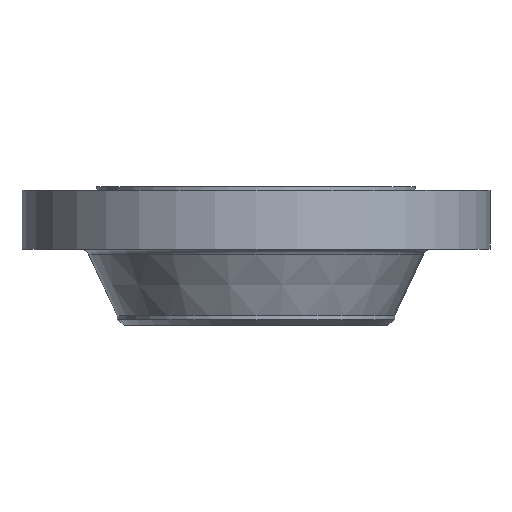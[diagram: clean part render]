
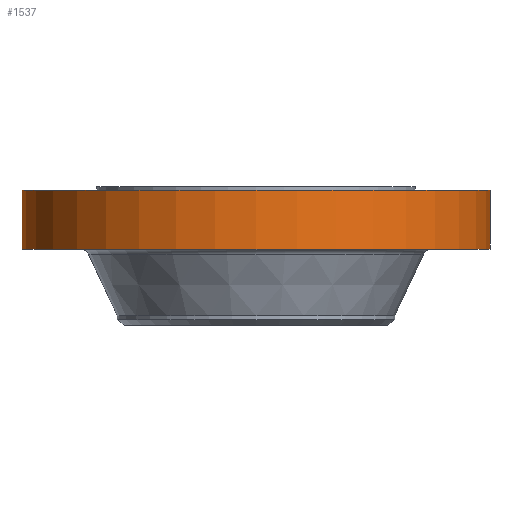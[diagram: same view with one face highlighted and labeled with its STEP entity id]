
A CAD part, front view. The second image highlights one B-rep face of the part: STEP entity #1537.
In plain terms, the highlighted cylindrical face has radius 428.625 mm (diameter 857.25 mm), a partial arc.
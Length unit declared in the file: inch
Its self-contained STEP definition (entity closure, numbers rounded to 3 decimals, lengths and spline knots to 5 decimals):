
#94 = AXIS2_PLACEMENT_3D ( 'NONE', #1134, #813, #1441 ) ;
#97 = CARTESIAN_POINT ( 'NONE',  ( 0., 0., -0.25 ) ) ;
#133 = CARTESIAN_POINT ( 'NONE',  ( -16.875, 0., -0.25 ) ) ;
#224 = VERTEX_POINT ( 'NONE', #399 ) ;
#331 = CARTESIAN_POINT ( 'NONE',  ( -16.875, 0., 0. ) ) ;
#341 = VERTEX_POINT ( 'NONE', #1674 ) ;
#372 = LINE ( 'NONE', #1317, #1742 ) ;
#399 = CARTESIAN_POINT ( 'NONE',  ( 16.875, 0., -0.25 ) ) ;
#453 = DIRECTION ( 'NONE',  ( 0., 0., 1. ) ) ;
#469 = EDGE_LOOP ( 'NONE', ( #611, #719, #1234, #897 ) ) ;
#510 = CYLINDRICAL_SURFACE ( 'NONE', #94, 16.875 ) ;
#611 = ORIENTED_EDGE ( 'NONE', *, *, #2015, .F. ) ;
#719 = ORIENTED_EDGE ( 'NONE', *, *, #1684, .T. ) ;
#794 = CIRCLE ( 'NONE', #923, 16.875 ) ;
#799 = LINE ( 'NONE', #331, #1324 ) ;
#813 = DIRECTION ( 'NONE',  ( 0., 0., 1. ) ) ;
#874 = DIRECTION ( 'NONE',  ( 1., 0., 0. ) ) ;
#897 = ORIENTED_EDGE ( 'NONE', *, *, #2003, .F. ) ;
#923 = AXIS2_PLACEMENT_3D ( 'NONE', #97, #453, #1074 ) ;
#963 = VERTEX_POINT ( 'NONE', #1399 ) ;
#1074 = DIRECTION ( 'NONE',  ( 1., 0., 0. ) ) ;
#1134 = CARTESIAN_POINT ( 'NONE',  ( 0., 0., 0. ) ) ;
#1190 = CARTESIAN_POINT ( 'NONE',  ( 0., 0., -4.5 ) ) ;
#1234 = ORIENTED_EDGE ( 'NONE', *, *, #1365, .T. ) ;
#1317 = CARTESIAN_POINT ( 'NONE',  ( 16.875, 0., 0. ) ) ;
#1324 = VECTOR ( 'NONE', #2031, 39.37008 ) ;
#1354 = AXIS2_PLACEMENT_3D ( 'NONE', #1190, #1507, #874 ) ;
#1365 = EDGE_CURVE ( 'NONE', #341, #224, #372, .T. ) ;
#1399 = CARTESIAN_POINT ( 'NONE',  ( -16.875, 0., -4.5 ) ) ;
#1441 = DIRECTION ( 'NONE',  ( 1., 0., 0. ) ) ;
#1461 = VERTEX_POINT ( 'NONE', #133 ) ;
#1507 = DIRECTION ( 'NONE',  ( 0., 0., 1. ) ) ;
#1537 = ADVANCED_FACE ( 'NONE', ( #1902 ), #510, .T. ) ;
#1674 = CARTESIAN_POINT ( 'NONE',  ( 16.875, 0., -4.5 ) ) ;
#1684 = EDGE_CURVE ( 'NONE', #963, #341, #1843, .T. ) ;
#1742 = VECTOR ( 'NONE', #1935, 39.37008 ) ;
#1843 = CIRCLE ( 'NONE', #1354, 16.875 ) ;
#1902 = FACE_OUTER_BOUND ( 'NONE', #469, .T. ) ;
#1935 = DIRECTION ( 'NONE',  ( 0., 0., 1. ) ) ;
#2003 = EDGE_CURVE ( 'NONE', #1461, #224, #794, .T. ) ;
#2015 = EDGE_CURVE ( 'NONE', #963, #1461, #799, .T. ) ;
#2031 = DIRECTION ( 'NONE',  ( 0., 0., 1. ) ) ;
